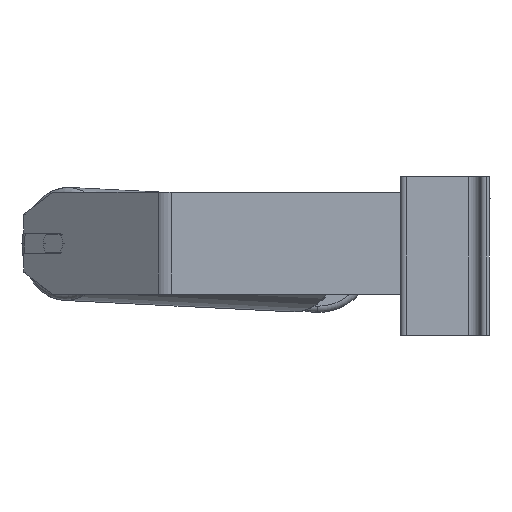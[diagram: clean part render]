
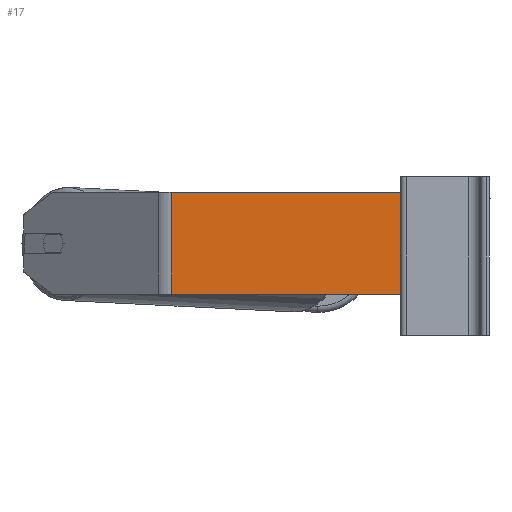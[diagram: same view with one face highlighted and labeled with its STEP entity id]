
A CAD part, left-side view. The second image highlights one B-rep face of the part: STEP entity #17.
In plain terms, the highlighted planar face has unit normal (-1, 0, 0).
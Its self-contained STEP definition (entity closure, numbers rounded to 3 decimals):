
#17 = ADVANCED_FACE ( 'NONE', ( #6633 ), #9253, .F. ) ;
#195 = VECTOR ( 'NONE', #4468, 1000. ) ;
#253 = ORIENTED_EDGE ( 'NONE', *, *, #1303, .T. ) ;
#368 = DIRECTION ( 'NONE',  ( 0., -1., 0. ) ) ;
#408 = EDGE_CURVE ( 'NONE', #8256, #10819, #4362, .T. ) ;
#892 = CARTESIAN_POINT ( 'NONE',  ( -488., 204.017, 50. ) ) ;
#1069 = LINE ( 'NONE', #6204, #5127 ) ;
#1303 = EDGE_CURVE ( 'NONE', #4605, #10788, #2048, .T. ) ;
#1474 = CARTESIAN_POINT ( 'NONE',  ( -488., 18., -30. ) ) ;
#1722 = DIRECTION ( 'NONE',  ( 0., 1., 0. ) ) ;
#1737 = CARTESIAN_POINT ( 'NONE',  ( -488., 18., 50. ) ) ;
#2048 = LINE ( 'NONE', #4539, #4136 ) ;
#2446 = DIRECTION ( 'NONE',  ( 1., 0., 0. ) ) ;
#3277 = ORIENTED_EDGE ( 'NONE', *, *, #7543, .T. ) ;
#3977 = ORIENTED_EDGE ( 'NONE', *, *, #5340, .F. ) ;
#4136 = VECTOR ( 'NONE', #5421, 1000. ) ;
#4362 = LINE ( 'NONE', #10391, #195 ) ;
#4468 = DIRECTION ( 'NONE',  ( 0., 0., -1. ) ) ;
#4510 = CARTESIAN_POINT ( 'NONE',  ( -488., 204.017, -30. ) ) ;
#4539 = CARTESIAN_POINT ( 'NONE',  ( -488., 198.193, 50. ) ) ;
#4605 = VERTEX_POINT ( 'NONE', #4643 ) ;
#4643 = CARTESIAN_POINT ( 'NONE',  ( -488., 198.193, 50. ) ) ;
#5127 = VECTOR ( 'NONE', #7788, 1000. ) ;
#5340 = EDGE_CURVE ( 'NONE', #4605, #8256, #1069, .T. ) ;
#5394 = LINE ( 'NONE', #4510, #7441 ) ;
#5421 = DIRECTION ( 'NONE',  ( 0., 0., -1. ) ) ;
#6204 = CARTESIAN_POINT ( 'NONE',  ( -488., 204.017, 50. ) ) ;
#6633 = FACE_OUTER_BOUND ( 'NONE', #7799, .T. ) ;
#6761 = ORIENTED_EDGE ( 'NONE', *, *, #408, .F. ) ;
#7441 = VECTOR ( 'NONE', #368, 1000. ) ;
#7543 = EDGE_CURVE ( 'NONE', #10788, #10819, #5394, .T. ) ;
#7788 = DIRECTION ( 'NONE',  ( 0., -1., 0. ) ) ;
#7799 = EDGE_LOOP ( 'NONE', ( #3277, #6761, #3977, #253 ) ) ;
#8256 = VERTEX_POINT ( 'NONE', #1737 ) ;
#9253 = PLANE ( 'NONE',  #10559 ) ;
#10383 = CARTESIAN_POINT ( 'NONE',  ( -488., 198.193, -30. ) ) ;
#10391 = CARTESIAN_POINT ( 'NONE',  ( -488., 18., 50. ) ) ;
#10559 = AXIS2_PLACEMENT_3D ( 'NONE', #892, #2446, #1722 ) ;
#10788 = VERTEX_POINT ( 'NONE', #10383 ) ;
#10819 = VERTEX_POINT ( 'NONE', #1474 ) ;
